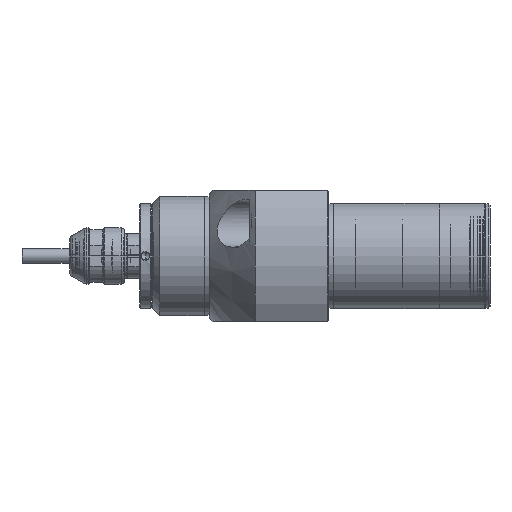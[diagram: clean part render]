
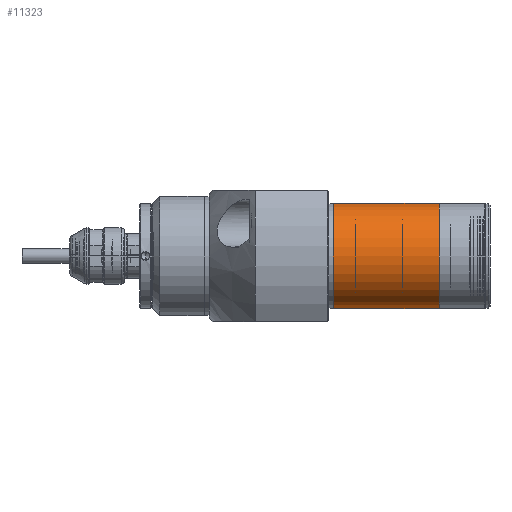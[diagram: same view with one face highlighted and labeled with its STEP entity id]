
A CAD part, front view. The second image highlights one B-rep face of the part: STEP entity #11323.
In plain terms, the highlighted cylindrical face has radius 11 mm (diameter 22 mm), a partial arc.
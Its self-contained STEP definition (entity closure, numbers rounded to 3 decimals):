
#1337 = DIRECTION ( 'NONE',  ( -1., 0., 0. ) ) ;
#1972 = CARTESIAN_POINT ( 'NONE',  ( 60., 0., -11. ) ) ;
#2445 = VERTEX_POINT ( 'NONE', #19957 ) ;
#2607 = DIRECTION ( 'NONE',  ( 1., 0., 0. ) ) ;
#4110 = AXIS2_PLACEMENT_3D ( 'NONE', #25660, #20547, #20714 ) ;
#4140 = CARTESIAN_POINT ( 'NONE',  ( 37.9, 0., -11. ) ) ;
#4531 = DIRECTION ( 'NONE',  ( -1., 0., 0. ) ) ;
#4933 = EDGE_LOOP ( 'NONE', ( #15250, #18944, #11619, #11432 ) ) ;
#5975 = AXIS2_PLACEMENT_3D ( 'NONE', #9308, #4531, #11720 ) ;
#6401 = CYLINDRICAL_SURFACE ( 'NONE', #4110, 11. ) ;
#7580 = EDGE_CURVE ( 'NONE', #11136, #26044, #13606, .T. ) ;
#9308 = CARTESIAN_POINT ( 'NONE',  ( 37.9, 0., 0. ) ) ;
#11136 = VERTEX_POINT ( 'NONE', #4140 ) ;
#11323 = ADVANCED_FACE ( 'NONE', ( #19254 ), #6401, .T. ) ;
#11432 = ORIENTED_EDGE ( 'NONE', *, *, #11827, .F. ) ;
#11442 = LINE ( 'NONE', #28582, #26980 ) ;
#11619 = ORIENTED_EDGE ( 'NONE', *, *, #24805, .T. ) ;
#11720 = DIRECTION ( 'NONE',  ( 0., 0., 1. ) ) ;
#11827 = EDGE_CURVE ( 'NONE', #26044, #2445, #24470, .T. ) ;
#12635 = EDGE_CURVE ( 'NONE', #11136, #17741, #11442, .T. ) ;
#13606 = CIRCLE ( 'NONE', #5975, 11. ) ;
#15250 = ORIENTED_EDGE ( 'NONE', *, *, #7580, .F. ) ;
#16061 = DIRECTION ( 'NONE',  ( 0., 0., 1. ) ) ;
#16704 = CARTESIAN_POINT ( 'NONE',  ( 37.9, 0., 11. ) ) ;
#16825 = VECTOR ( 'NONE', #2607, 1000. ) ;
#17128 = AXIS2_PLACEMENT_3D ( 'NONE', #23214, #1337, #16061 ) ;
#17741 = VERTEX_POINT ( 'NONE', #1972 ) ;
#18944 = ORIENTED_EDGE ( 'NONE', *, *, #12635, .T. ) ;
#19254 = FACE_OUTER_BOUND ( 'NONE', #4933, .T. ) ;
#19957 = CARTESIAN_POINT ( 'NONE',  ( 60., 0., 11. ) ) ;
#20547 = DIRECTION ( 'NONE',  ( 1., 0., 0. ) ) ;
#20714 = DIRECTION ( 'NONE',  ( 0., 0., 1. ) ) ;
#21199 = CIRCLE ( 'NONE', #17128, 11. ) ;
#23214 = CARTESIAN_POINT ( 'NONE',  ( 60., 0., 0. ) ) ;
#24470 = LINE ( 'NONE', #31456, #16825 ) ;
#24805 = EDGE_CURVE ( 'NONE', #17741, #2445, #21199, .T. ) ;
#25660 = CARTESIAN_POINT ( 'NONE',  ( -2.845, 0., 0. ) ) ;
#26044 = VERTEX_POINT ( 'NONE', #16704 ) ;
#26980 = VECTOR ( 'NONE', #30834, 1000. ) ;
#28582 = CARTESIAN_POINT ( 'NONE',  ( -2.845, 0., -11. ) ) ;
#30834 = DIRECTION ( 'NONE',  ( 1., 0., 0. ) ) ;
#31456 = CARTESIAN_POINT ( 'NONE',  ( -2.845, 0., 11. ) ) ;
